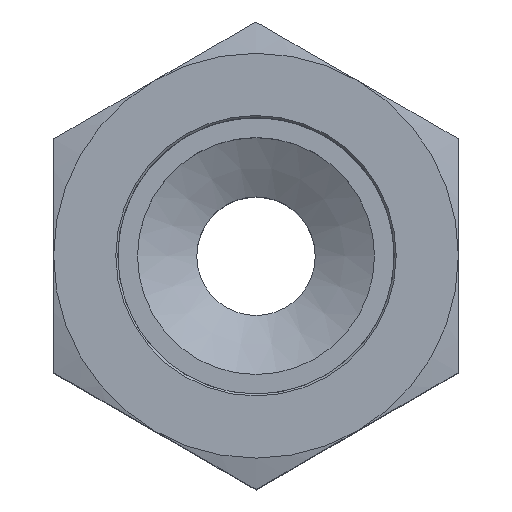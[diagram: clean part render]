
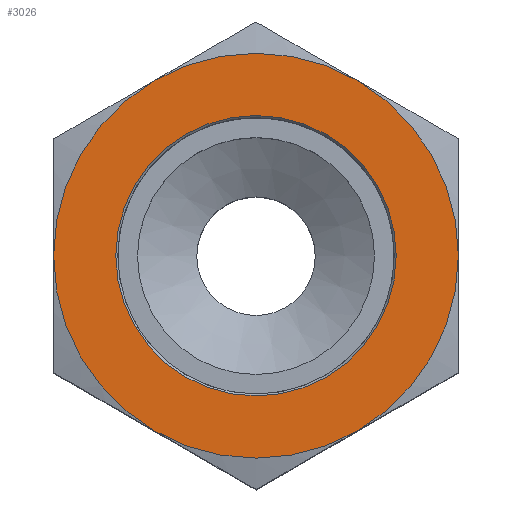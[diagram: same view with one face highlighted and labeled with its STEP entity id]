
A CAD part, top view. The second image highlights one B-rep face of the part: STEP entity #3026.
In plain terms, the highlighted planar face has unit normal (0, 0, 1).
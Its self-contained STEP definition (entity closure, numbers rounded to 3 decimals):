
#2930=CARTESIAN_POINT('',(14.2,0.,21.0));
#2931=VERTEX_POINT('',#2930);
#2932=CARTESIAN_POINT('',(0.0,0.0,21.0));
#2933=DIRECTION('',(0.0,0.0,1.0));
#2934=DIRECTION('',(-1.0,0.0,0.0));
#2935=AXIS2_PLACEMENT_3D('',#2932,#2933,#2934);
#2936=CIRCLE('',#2935,14.2);
#2937=EDGE_CURVE('',#2931,#2931,#2936,.T.);
#2962=CARTESIAN_POINT('',(0.0,0.0,21.0));
#2963=DIRECTION('',(0.0,0.0,1.0));
#2964=DIRECTION('',(1.0,0.0,0.0));
#2965=AXIS2_PLACEMENT_3D('',#2962,#2963,#2964);
#2966=PLANE('',#2965);
#2967=CARTESIAN_POINT('',(-10.25,-17.754,21.0));
#2968=VERTEX_POINT('',#2967);
#2969=CARTESIAN_POINT('',(10.25,-17.754,21.0));
#2970=VERTEX_POINT('',#2969);
#2971=CARTESIAN_POINT('',(0.0,0.0,21.0));
#2972=DIRECTION('',(0.0,0.0,1.0));
#2973=DIRECTION('',(-0.5,-0.866,0.0));
#2974=AXIS2_PLACEMENT_3D('',#2971,#2972,#2973);
#2975=CIRCLE('',#2974,20.5);
#2976=EDGE_CURVE('',#2968,#2970,#2975,.T.);
#2977=ORIENTED_EDGE('',*,*,#2976,.T.);
#2978=CARTESIAN_POINT('',(20.5,0.,21.0));
#2979=VERTEX_POINT('',#2978);
#2980=CARTESIAN_POINT('',(0.0,0.0,21.0));
#2981=DIRECTION('',(0.0,0.0,1.0));
#2982=DIRECTION('',(-0.5,-0.866,0.0));
#2983=AXIS2_PLACEMENT_3D('',#2980,#2981,#2982);
#2984=CIRCLE('',#2983,20.5);
#2985=EDGE_CURVE('',#2970,#2979,#2984,.T.);
#2986=ORIENTED_EDGE('',*,*,#2985,.T.);
#2987=CARTESIAN_POINT('',(10.25,17.754,21.0));
#2988=VERTEX_POINT('',#2987);
#2989=CARTESIAN_POINT('',(0.0,0.0,21.0));
#2990=DIRECTION('',(0.0,0.0,1.0));
#2991=DIRECTION('',(-0.5,-0.866,0.0));
#2992=AXIS2_PLACEMENT_3D('',#2989,#2990,#2991);
#2993=CIRCLE('',#2992,20.5);
#2994=EDGE_CURVE('',#2979,#2988,#2993,.T.);
#2995=ORIENTED_EDGE('',*,*,#2994,.T.);
#2996=CARTESIAN_POINT('',(-10.25,17.754,21.0));
#2997=VERTEX_POINT('',#2996);
#2998=CARTESIAN_POINT('',(0.0,0.0,21.0));
#2999=DIRECTION('',(0.0,0.0,1.0));
#3000=DIRECTION('',(-0.5,-0.866,0.0));
#3001=AXIS2_PLACEMENT_3D('',#2998,#2999,#3000);
#3002=CIRCLE('',#3001,20.5);
#3003=EDGE_CURVE('',#2988,#2997,#3002,.T.);
#3004=ORIENTED_EDGE('',*,*,#3003,.T.);
#3005=CARTESIAN_POINT('',(-20.5,0.0,21.0));
#3006=VERTEX_POINT('',#3005);
#3007=CARTESIAN_POINT('',(0.0,0.0,21.0));
#3008=DIRECTION('',(0.0,0.0,1.0));
#3009=DIRECTION('',(-0.5,-0.866,0.0));
#3010=AXIS2_PLACEMENT_3D('',#3007,#3008,#3009);
#3011=CIRCLE('',#3010,20.5);
#3012=EDGE_CURVE('',#2997,#3006,#3011,.T.);
#3013=ORIENTED_EDGE('',*,*,#3012,.T.);
#3014=CARTESIAN_POINT('',(0.0,0.0,21.0));
#3015=DIRECTION('',(0.0,0.0,1.0));
#3016=DIRECTION('',(-0.5,-0.866,0.0));
#3017=AXIS2_PLACEMENT_3D('',#3014,#3015,#3016);
#3018=CIRCLE('',#3017,20.5);
#3019=EDGE_CURVE('',#3006,#2968,#3018,.T.);
#3020=ORIENTED_EDGE('',*,*,#3019,.T.);
#3021=EDGE_LOOP('',(#2977,#2986,#2995,#3004,#3013,#3020));
#3022=FACE_OUTER_BOUND('',#3021,.T.);
#3023=ORIENTED_EDGE('',*,*,#2937,.F.);
#3024=EDGE_LOOP('',(#3023));
#3025=FACE_BOUND('',#3024,.T.);
#3026=ADVANCED_FACE('',(#3022,#3025),#2966,.T.);
